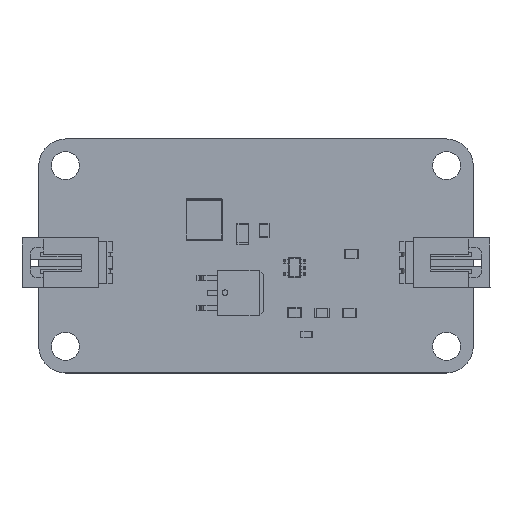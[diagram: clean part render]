
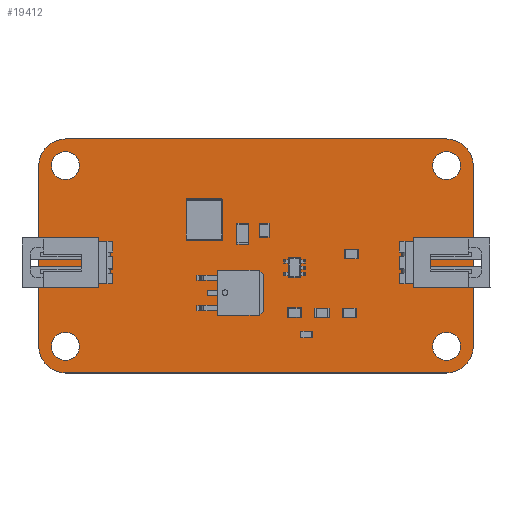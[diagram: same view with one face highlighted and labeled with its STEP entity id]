
A CAD part, top view. The second image highlights one B-rep face of the part: STEP entity #19412.
In plain terms, the highlighted planar face has unit normal (0, 0, 1).
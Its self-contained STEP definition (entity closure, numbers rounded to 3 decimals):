
#18859 = VERTEX_POINT('',#18860);
#18860 = CARTESIAN_POINT('',(0.,4.,0.));
#18866 = EDGE_CURVE('',#18859,#18867,#18869,.T.);
#18867 = VERTEX_POINT('',#18868);
#18868 = CARTESIAN_POINT('',(0.,31.,0.));
#18869 = LINE('',#18870,#18871);
#18870 = CARTESIAN_POINT('',(0.,4.,0.));
#18871 = VECTOR('',#18872,1.);
#18872 = DIRECTION('',(0.,1.,0.));
#18897 = EDGE_CURVE('',#18867,#18898,#18900,.T.);
#18898 = VERTEX_POINT('',#18899);
#18899 = CARTESIAN_POINT('',(4.,35.,0.));
#18900 = CIRCLE('',#18901,4.001);
#18901 = AXIS2_PLACEMENT_3D('',#18902,#18903,#18904);
#18902 = CARTESIAN_POINT('',(4.001,30.999,0.));
#18903 = DIRECTION('',(0.,0.,-1.));
#18904 = DIRECTION('',(-1.,0.,0.));
#18930 = EDGE_CURVE('',#18898,#18931,#18933,.T.);
#18931 = VERTEX_POINT('',#18932);
#18932 = CARTESIAN_POINT('',(61.,35.,0.));
#18933 = LINE('',#18934,#18935);
#18934 = CARTESIAN_POINT('',(4.,35.,0.));
#18935 = VECTOR('',#18936,1.);
#18936 = DIRECTION('',(1.,0.,0.));
#18961 = EDGE_CURVE('',#18931,#18962,#18964,.T.);
#18962 = VERTEX_POINT('',#18963);
#18963 = CARTESIAN_POINT('',(65.,31.,0.));
#18964 = CIRCLE('',#18965,4.001);
#18965 = AXIS2_PLACEMENT_3D('',#18966,#18967,#18968);
#18966 = CARTESIAN_POINT('',(60.999,30.999,0.));
#18967 = DIRECTION('',(0.,0.,-1.));
#18968 = DIRECTION('',(0.,1.,0.));
#18994 = EDGE_CURVE('',#18962,#18995,#18997,.T.);
#18995 = VERTEX_POINT('',#18996);
#18996 = CARTESIAN_POINT('',(65.,4.,0.));
#18997 = LINE('',#18998,#18999);
#18998 = CARTESIAN_POINT('',(65.,31.,0.));
#18999 = VECTOR('',#19000,1.);
#19000 = DIRECTION('',(0.,-1.,0.));
#19025 = EDGE_CURVE('',#18995,#19026,#19028,.T.);
#19026 = VERTEX_POINT('',#19027);
#19027 = CARTESIAN_POINT('',(61.,0.,0.));
#19028 = CIRCLE('',#19029,4.001);
#19029 = AXIS2_PLACEMENT_3D('',#19030,#19031,#19032);
#19030 = CARTESIAN_POINT('',(60.999,4.001,0.));
#19031 = DIRECTION('',(0.,0.,-1.));
#19032 = DIRECTION('',(1.,0.,0.));
#19058 = EDGE_CURVE('',#19026,#19059,#19061,.T.);
#19059 = VERTEX_POINT('',#19060);
#19060 = CARTESIAN_POINT('',(4.,0.,0.));
#19061 = LINE('',#19062,#19063);
#19062 = CARTESIAN_POINT('',(61.,0.,0.));
#19063 = VECTOR('',#19064,1.);
#19064 = DIRECTION('',(-1.,0.,0.));
#19089 = EDGE_CURVE('',#19059,#18859,#19090,.T.);
#19090 = CIRCLE('',#19091,4.001);
#19091 = AXIS2_PLACEMENT_3D('',#19092,#19093,#19094);
#19092 = CARTESIAN_POINT('',(4.001,4.001,0.));
#19093 = DIRECTION('',(0.,0.,-1.));
#19094 = DIRECTION('',(0.,-1.,0.));
#19115 = VERTEX_POINT('',#19116);
#19116 = CARTESIAN_POINT('',(6.1,4.,0.));
#19122 = EDGE_CURVE('',#19115,#19115,#19123,.T.);
#19123 = CIRCLE('',#19124,2.1);
#19124 = AXIS2_PLACEMENT_3D('',#19125,#19126,#19127);
#19125 = CARTESIAN_POINT('',(4.,4.,0.));
#19126 = DIRECTION('',(0.,0.,1.));
#19127 = DIRECTION('',(1.,0.,0.));
#19148 = VERTEX_POINT('',#19149);
#19149 = CARTESIAN_POINT('',(10.5,15.23,0.));
#19155 = EDGE_CURVE('',#19148,#19148,#19156,.T.);
#19156 = CIRCLE('',#19157,0.6);
#19157 = AXIS2_PLACEMENT_3D('',#19158,#19159,#19160);
#19158 = CARTESIAN_POINT('',(9.9,15.23,0.));
#19159 = DIRECTION('',(0.,0.,1.));
#19160 = DIRECTION('',(1.,0.,0.));
#19181 = VERTEX_POINT('',#19182);
#19182 = CARTESIAN_POINT('',(6.1,31.,0.));
#19188 = EDGE_CURVE('',#19181,#19181,#19189,.T.);
#19189 = CIRCLE('',#19190,2.1);
#19190 = AXIS2_PLACEMENT_3D('',#19191,#19192,#19193);
#19191 = CARTESIAN_POINT('',(4.,31.,0.));
#19192 = DIRECTION('',(0.,0.,1.));
#19193 = DIRECTION('',(1.,0.,0.));
#19214 = VERTEX_POINT('',#19215);
#19215 = CARTESIAN_POINT('',(10.5,17.77,0.));
#19221 = EDGE_CURVE('',#19214,#19214,#19222,.T.);
#19222 = CIRCLE('',#19223,0.6);
#19223 = AXIS2_PLACEMENT_3D('',#19224,#19225,#19226);
#19224 = CARTESIAN_POINT('',(9.9,17.77,0.));
#19225 = DIRECTION('',(0.,0.,1.));
#19226 = DIRECTION('',(1.,0.,0.));
#19247 = VERTEX_POINT('',#19248);
#19248 = CARTESIAN_POINT('',(55.7,15.23,0.));
#19254 = EDGE_CURVE('',#19247,#19247,#19255,.T.);
#19255 = CIRCLE('',#19256,0.6);
#19256 = AXIS2_PLACEMENT_3D('',#19257,#19258,#19259);
#19257 = CARTESIAN_POINT('',(55.1,15.23,0.));
#19258 = DIRECTION('',(0.,0.,1.));
#19259 = DIRECTION('',(1.,0.,0.));
#19280 = VERTEX_POINT('',#19281);
#19281 = CARTESIAN_POINT('',(63.1,4.,0.));
#19287 = EDGE_CURVE('',#19280,#19280,#19288,.T.);
#19288 = CIRCLE('',#19289,2.1);
#19289 = AXIS2_PLACEMENT_3D('',#19290,#19291,#19292);
#19290 = CARTESIAN_POINT('',(61.,4.,0.));
#19291 = DIRECTION('',(0.,0.,1.));
#19292 = DIRECTION('',(1.,0.,0.));
#19313 = VERTEX_POINT('',#19314);
#19314 = CARTESIAN_POINT('',(55.7,17.77,0.));
#19320 = EDGE_CURVE('',#19313,#19313,#19321,.T.);
#19321 = CIRCLE('',#19322,0.6);
#19322 = AXIS2_PLACEMENT_3D('',#19323,#19324,#19325);
#19323 = CARTESIAN_POINT('',(55.1,17.77,0.));
#19324 = DIRECTION('',(0.,0.,1.));
#19325 = DIRECTION('',(1.,0.,0.));
#19346 = VERTEX_POINT('',#19347);
#19347 = CARTESIAN_POINT('',(63.1,31.,0.));
#19353 = EDGE_CURVE('',#19346,#19346,#19354,.T.);
#19354 = CIRCLE('',#19355,2.1);
#19355 = AXIS2_PLACEMENT_3D('',#19356,#19357,#19358);
#19356 = CARTESIAN_POINT('',(61.,31.,0.));
#19357 = DIRECTION('',(0.,0.,1.));
#19358 = DIRECTION('',(1.,0.,0.));
#19412 = ADVANCED_FACE('',(#19413,#19423,#19426,#19429,#19432,#19435,
    #19438,#19441,#19444),#19447,.T.);
#19413 = FACE_BOUND('',#19414,.F.);
#19414 = EDGE_LOOP('',(#19415,#19416,#19417,#19418,#19419,#19420,#19421,
    #19422));
#19415 = ORIENTED_EDGE('',*,*,#18866,.T.);
#19416 = ORIENTED_EDGE('',*,*,#18897,.T.);
#19417 = ORIENTED_EDGE('',*,*,#18930,.T.);
#19418 = ORIENTED_EDGE('',*,*,#18961,.T.);
#19419 = ORIENTED_EDGE('',*,*,#18994,.T.);
#19420 = ORIENTED_EDGE('',*,*,#19025,.T.);
#19421 = ORIENTED_EDGE('',*,*,#19058,.T.);
#19422 = ORIENTED_EDGE('',*,*,#19089,.T.);
#19423 = FACE_BOUND('',#19424,.T.);
#19424 = EDGE_LOOP('',(#19425));
#19425 = ORIENTED_EDGE('',*,*,#19122,.F.);
#19426 = FACE_BOUND('',#19427,.T.);
#19427 = EDGE_LOOP('',(#19428));
#19428 = ORIENTED_EDGE('',*,*,#19155,.F.);
#19429 = FACE_BOUND('',#19430,.T.);
#19430 = EDGE_LOOP('',(#19431));
#19431 = ORIENTED_EDGE('',*,*,#19188,.F.);
#19432 = FACE_BOUND('',#19433,.T.);
#19433 = EDGE_LOOP('',(#19434));
#19434 = ORIENTED_EDGE('',*,*,#19221,.F.);
#19435 = FACE_BOUND('',#19436,.T.);
#19436 = EDGE_LOOP('',(#19437));
#19437 = ORIENTED_EDGE('',*,*,#19254,.F.);
#19438 = FACE_BOUND('',#19439,.T.);
#19439 = EDGE_LOOP('',(#19440));
#19440 = ORIENTED_EDGE('',*,*,#19287,.F.);
#19441 = FACE_BOUND('',#19442,.T.);
#19442 = EDGE_LOOP('',(#19443));
#19443 = ORIENTED_EDGE('',*,*,#19320,.F.);
#19444 = FACE_BOUND('',#19445,.T.);
#19445 = EDGE_LOOP('',(#19446));
#19446 = ORIENTED_EDGE('',*,*,#19353,.F.);
#19447 = PLANE('',#19448);
#19448 = AXIS2_PLACEMENT_3D('',#19449,#19450,#19451);
#19449 = CARTESIAN_POINT('',(0.,4.,0.));
#19450 = DIRECTION('',(0.,0.,1.));
#19451 = DIRECTION('',(1.,0.,0.));
